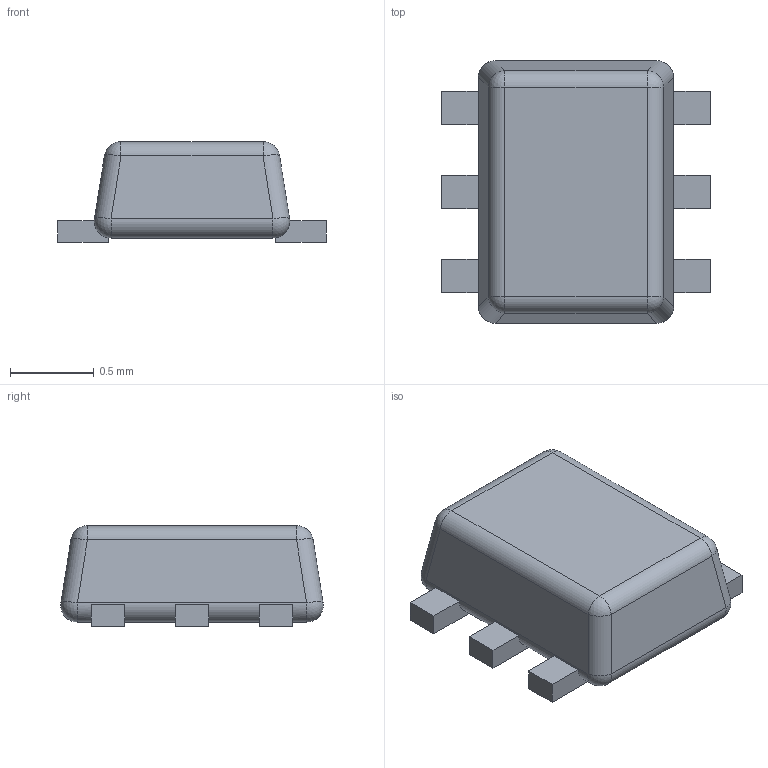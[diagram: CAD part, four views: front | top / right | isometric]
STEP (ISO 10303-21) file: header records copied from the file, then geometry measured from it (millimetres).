
FILE_DESCRIPTION((''),'2;1');
FILE_NAME('DRL0006A_ASM','2024-07-18T10:54:26',('a0412086'),(''),'CREO PARAMETRIC BY PTC INC, 2018500','CREO PARAMETRIC BY PTC INC, 2018500','');
FILE_SCHEMA(('CONFIG_CONTROL_DESIGN','SHAPE_APPEARANCE_LAYERS_GROUPS'));
Length unit declared in the file: millimetre
Products named in the file (4): FRAME-DRL0006A; BODY-SOT; PIN1-ID; DRL0006A_ASM
Assembly tree (3 placements, depth 2):
  DRL0006A_ASM
    FRAME-DRL0006A
    BODY-SOT
    PIN1-ID
Bounding box: 1.6 x 1.57 x 0.6 mm (x, y, z)
Volume: 1 mm3; surface area: 7.4 mm2
Topology: 7 solids, 7 shells, 86 faces, 174 edges, 108 vertices
Faces by surface type: plane 66, cylinder 12, sphere 8
Entity records: 2958 total; most frequent: DIRECTION 396, CARTESIAN_POINT 375, ORIENTED_EDGE 348, PRESENTATION_STYLE_ASSIGNMENT 187, STYLED_ITEM 181, CURVE_STYLE 174, EDGE_CURVE 174, VECTOR 138
